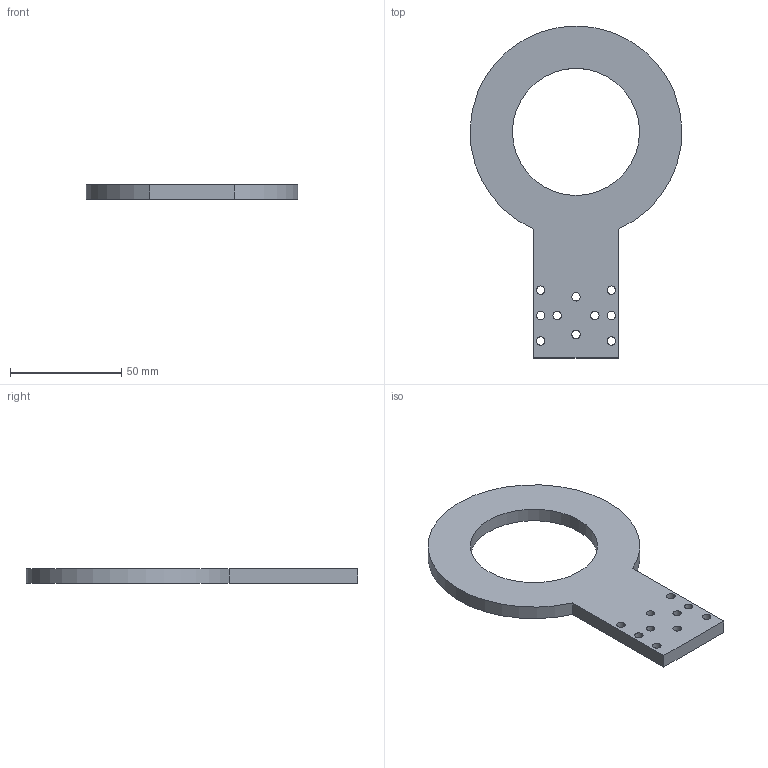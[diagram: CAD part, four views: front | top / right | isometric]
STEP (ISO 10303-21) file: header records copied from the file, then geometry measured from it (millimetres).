
FILE_DESCRIPTION(/* description */ (''),/* implementation_level */ '2;1');
FILE_NAME(/* name */ 'goniometer_stage_top_v1.stp',/* time_stamp */ '2017-01-09T12:14:25-05:00',/* author */ ('stephenholtz'),/* organization */ (''),/* preprocessor_version */ 'ST-DEVELOPER v16.1',/* originating_system */ 'Autodesk Inventor 2016',/* authorisation */ '');
FILE_SCHEMA (('AUTOMOTIVE_DESIGN { 1 0 10303 214 3 1 1 }'));
Length unit declared in the file: inch
Products named in the file (1): goniometer_stage_top_v1
Bounding box: 95.19 x 149.22 x 6.35 mm (x, y, z)
Volume: 41612.7 mm3; surface area: 17633.2 mm2
Topology: 1 solids, 1 shells, 17 faces, 55 edges, 40 vertices
Faces by surface type: cylinder 12, plane 5
Full cylindrical faces by diameter (mm): 3.797 x10, 57.15 x1
Entity records: 558 total; most frequent: DIRECTION 94, CARTESIAN_POINT 82, ORIENTED_EDGE 68, EDGE_LOOP 50, AXIS2_PLACEMENT_3D 42, EDGE_CURVE 34, FACE_BOUND 33, VERTEX_POINT 30
